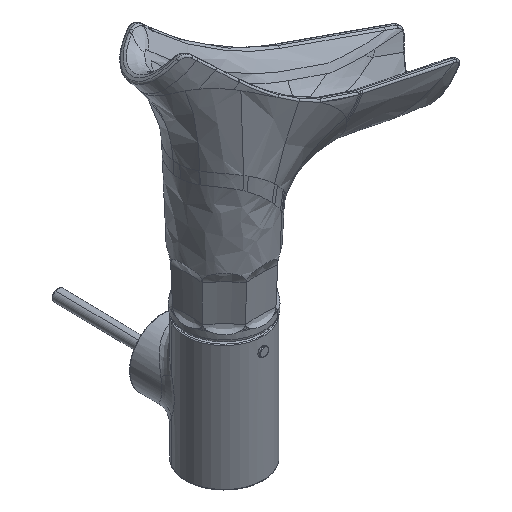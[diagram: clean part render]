
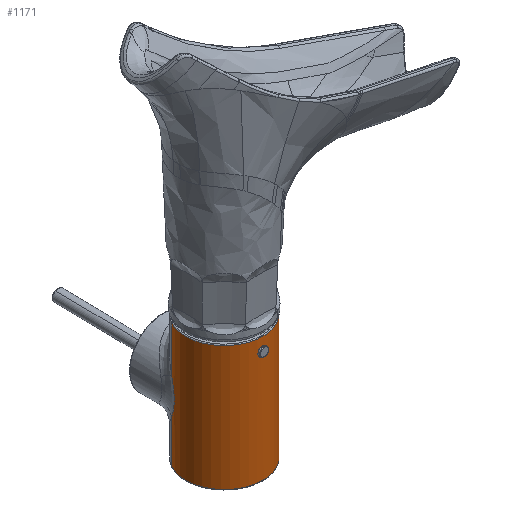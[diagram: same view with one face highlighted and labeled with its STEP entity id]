
A CAD part, isometric view. The second image highlights one B-rep face of the part: STEP entity #1171.
In plain terms, the highlighted cylindrical face has radius 25 mm (diameter 50 mm), a partial arc.
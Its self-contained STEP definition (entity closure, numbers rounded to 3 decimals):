
#336=CARTESIAN_POINT(' ',(-21.94,11.986,81.));
#341=DIRECTION(' ',(0.,0.,-1.));
#346=VECTOR(' ',#341,1.);
#351=LINE('',#336,#346);
#356=CARTESIAN_POINT(' ',(-21.94,11.986,81.));
#357=VERTEX_POINT(' ',#356);
#361=CARTESIAN_POINT(' ',(-21.94,11.986,51.467));
#362=VERTEX_POINT(' ',#361);
#366=EDGE_CURVE(' ',#357,#362,#351,.T.);
#401=CARTESIAN_POINT(' ',(21.94,-11.986,81.));
#402=VERTEX_POINT(' ',#401);
#416=CARTESIAN_POINT(' ',(21.94,-11.986,81.));
#421=DIRECTION(' ',(0.,0.,-1.));
#426=VECTOR(' ',#421,1.);
#431=LINE('',#416,#426);
#436=CARTESIAN_POINT(' ',(21.94,-11.986,0.5));
#437=VERTEX_POINT(' ',#436);
#441=EDGE_CURVE(' ',#402,#437,#431,.T.);
#476=CARTESIAN_POINT(' ',(-21.94,11.986,0.5));
#477=VERTEX_POINT(' ',#476);
#491=CARTESIAN_POINT(' ',(-21.94,11.986,28.533));
#496=DIRECTION(' ',(0.,0.,-1.));
#501=VECTOR(' ',#496,1.);
#506=LINE('',#491,#501);
#511=CARTESIAN_POINT(' ',(-21.94,11.986,28.533));
#512=VERTEX_POINT(' ',#511);
#516=EDGE_CURVE(' ',#512,#477,#506,.T.);
#836=CARTESIAN_POINT(' ',(0.,0.,40.75));
#841=DIRECTION(' ',(0.,0.,-1.));
#846=DIRECTION(' ',(0.878,-0.479,0.));
#851=AXIS2_PLACEMENT_3D(' ',#836,#841,#846);
#856=CYLINDRICAL_SURFACE(' ',#851,25.);
#861=ORIENTED_EDGE(' ',*,*,#516,.T.);
#866=CARTESIAN_POINT(' ',(0.,0.,0.5));
#871=DIRECTION(' ',(0.,0.,-1.));
#876=DIRECTION(' ',(0.878,-0.479,0.));
#881=AXIS2_PLACEMENT_3D(' ',#866,#871,#876);
#886=CIRCLE('',#881,25.);
#891=EDGE_CURVE(' ',#437,#477,#886,.T.);
#896=ORIENTED_EDGE(' ',*,*,#891,.F.);
#901=ORIENTED_EDGE(' ',*,*,#441,.F.);
#906=CARTESIAN_POINT(' ',(0.,0.,81.));
#911=DIRECTION(' ',(0.,0.,-1.));
#916=DIRECTION(' ',(0.878,-0.479,0.));
#921=AXIS2_PLACEMENT_3D(' ',#906,#911,#916);
#926=CIRCLE('',#921,25.);
#931=EDGE_CURVE(' ',#402,#357,#926,.T.);
#936=ORIENTED_EDGE(' ',*,*,#931,.T.);
#941=ORIENTED_EDGE(' ',*,*,#366,.T.);
#946=CARTESIAN_POINT(' ',(-21.94,11.986,51.467));
#951=CARTESIAN_POINT(' ',(-22.493,10.972,49.548));
#956=CARTESIAN_POINT(' ',(-22.888,10.074,47.39));
#961=CARTESIAN_POINT(' ',(-23.292,9.094,43.01));
#966=CARTESIAN_POINT(' ',(-23.358,8.911,40.895));
#971=CARTESIAN_POINT(' ',(-23.275,9.128,36.715));
#976=CARTESIAN_POINT(' ',(-23.123,9.528,34.679));
#981=CARTESIAN_POINT(' ',(-22.623,10.654,31.261));
#986=CARTESIAN_POINT(' ',(-22.318,11.293,29.845));
#991=CARTESIAN_POINT(' ',(-21.94,11.986,28.533));
#996=B_SPLINE_CURVE_WITH_KNOTS('',3,(#946,#951,#956,#961,#966,#971,#976,#981,#986,#991),.UNSPECIFIED.,.F.,.U.,(4,2,2,2,4),(0.,0.299,0.547,0.796,1.),.UNSPECIFIED.);
#1001=EDGE_CURVE(' ',#362,#512,#996,.T.);
#1006=ORIENTED_EDGE(' ',*,*,#1001,.T.);
#1011=EDGE_LOOP(' ',(#861,#896,#901,#936,#941,#1006));
#1016=FACE_OUTER_BOUND(' ',#1011,.T.);
#1021=CARTESIAN_POINT(' ',(3.05,-24.813,72.7));
#1026=CARTESIAN_POINT(' ',(3.05,-24.813,71.898));
#1031=CARTESIAN_POINT(' ',(2.726,-24.857,71.116));
#1036=CARTESIAN_POINT(' ',(1.604,-24.955,69.986));
#1041=CARTESIAN_POINT(' ',(0.813,-25.,69.654));
#1046=CARTESIAN_POINT(' ',(-0.785,-25.,69.646));
#1051=CARTESIAN_POINT(' ',(-1.578,-24.957,69.971));
#1056=CARTESIAN_POINT(' ',(-2.723,-24.858,71.103));
#1061=CARTESIAN_POINT(' ',(-3.05,-24.813,71.883));
#1066=CARTESIAN_POINT(' ',(-3.05,-24.813,72.7));
#1071=B_SPLINE_CURVE_WITH_KNOTS('',3,(#1021,#1026,#1031,#1036,#1041,#1046,#1051,#1056,#1061,#1066),.UNSPECIFIED.,.F.,.U.,(4,2,2,2,4),(0.,0.249,0.498,0.746,1.),.UNSPECIFIED.);
#1076=CARTESIAN_POINT(' ',(3.05,-24.813,72.7));
#1077=VERTEX_POINT(' ',#1076);
#1081=CARTESIAN_POINT(' ',(-3.05,-24.813,72.7));
#1082=VERTEX_POINT(' ',#1081);
#1086=EDGE_CURVE(' ',#1077,#1082,#1071,.T.);
#1091=ORIENTED_EDGE(' ',*,*,#1086,.T.);
#1096=CARTESIAN_POINT(' ',(-3.05,-24.813,72.7));
#1101=CARTESIAN_POINT(' ',(-3.05,-24.813,73.502));
#1106=CARTESIAN_POINT(' ',(-2.726,-24.857,74.284));
#1111=CARTESIAN_POINT(' ',(-1.604,-24.955,75.414));
#1116=CARTESIAN_POINT(' ',(-0.813,-25.,75.746));
#1121=CARTESIAN_POINT(' ',(0.785,-25.,75.754));
#1126=CARTESIAN_POINT(' ',(1.578,-24.957,75.429));
#1131=CARTESIAN_POINT(' ',(2.723,-24.858,74.297));
#1136=CARTESIAN_POINT(' ',(3.05,-24.813,73.517));
#1141=CARTESIAN_POINT(' ',(3.05,-24.813,72.7));
#1146=B_SPLINE_CURVE_WITH_KNOTS('',3,(#1096,#1101,#1106,#1111,#1116,#1121,#1126,#1131,#1136,#1141),.UNSPECIFIED.,.F.,.U.,(4,2,2,2,4),(0.,0.249,0.498,0.746,1.),.UNSPECIFIED.);
#1151=EDGE_CURVE(' ',#1082,#1077,#1146,.T.);
#1156=ORIENTED_EDGE(' ',*,*,#1151,.T.);
#1161=EDGE_LOOP(' ',(#1091,#1156));
#1166=FACE_BOUND(' ',#1161,.T.);
#1171=ADVANCED_FACE('',(#1016,#1166),#856,.T.);
